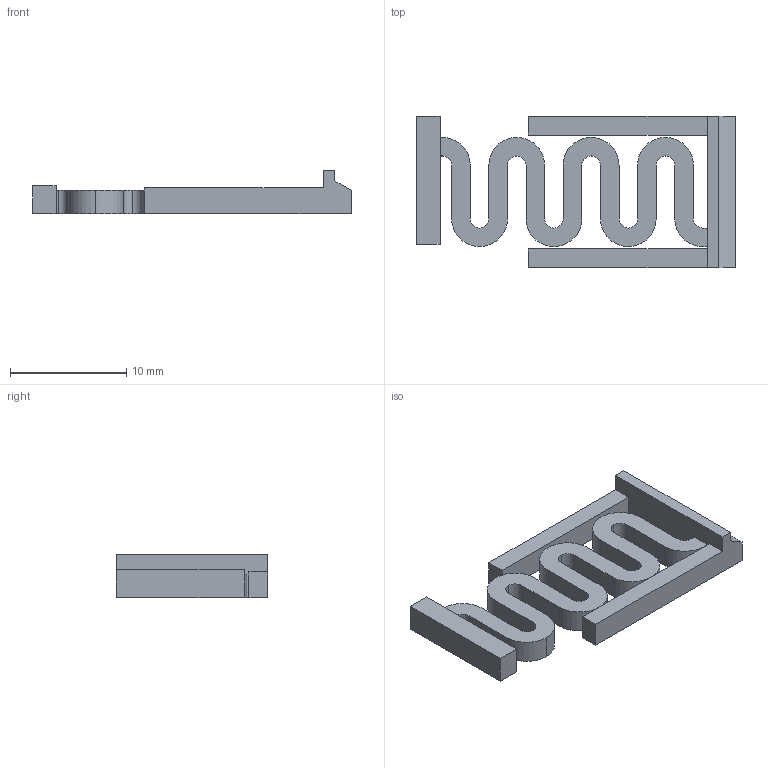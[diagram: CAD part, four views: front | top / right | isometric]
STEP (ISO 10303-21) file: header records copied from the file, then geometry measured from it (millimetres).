
FILE_DESCRIPTION(('CATIA V5 STEP Exchange','CAx-IF Rec.Pracs.--- Model Styling and Organization---1.4--- 2014-01-23'),'2;1');
FILE_NAME('Reg1_Case_SpringClamp.stp','2024-12-13T20:05:26+00:00',('none'),('none'),'CATIA Version 5-6 Release 2018','CATIA V5 STEP AP214','none');
FILE_SCHEMA(('AUTOMOTIVE_DESIGN { 1 0 10303 214 1 1 1 1 }'));
Length unit declared in the file: millimetre
Products named in the file (1): Reg1_Case_SpringClamp
Bounding box: 27.4 x 13 x 3.7 mm (x, y, z)
Volume: 470.5 mm3; surface area: 988.6 mm2
Topology: 1 solids, 1 shells, 66 faces, 192 edges, 128 vertices
Faces by surface type: plane 38, cylinder 28
Entity records: 2142 total; most frequent: CARTESIAN_POINT 384, ORIENTED_EDGE 384, DIRECTION 318, EDGE_CURVE 192, VECTOR 136, LINE 136, VERTEX_POINT 128, AXIS2_PLACEMENT_3D 120
